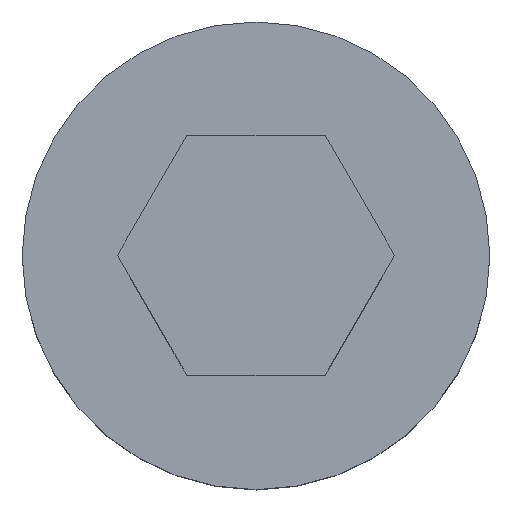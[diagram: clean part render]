
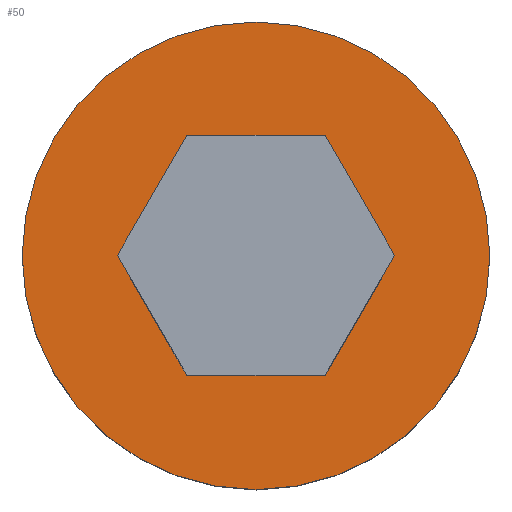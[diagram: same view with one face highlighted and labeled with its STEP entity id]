
A CAD part, top view. The second image highlights one B-rep face of the part: STEP entity #50.
In plain terms, the highlighted planar face has unit normal (0, 0, 1).
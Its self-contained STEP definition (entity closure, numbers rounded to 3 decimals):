
#21 = EDGE_CURVE('',#22,#22,#24,.T.);
#22 = VERTEX_POINT('',#23);
#23 = CARTESIAN_POINT('',(1.435,0.,0.));
#24 = CIRCLE('',#25,1.435);
#25 = AXIS2_PLACEMENT_3D('',#26,#27,#28);
#26 = CARTESIAN_POINT('',(0.,0.,
    0.));
#27 = DIRECTION('',(0.,0.,-1.));
#28 = DIRECTION('',(1.,0.,0.));
#50 = ADVANCED_FACE('',(#51,#54),#104,.F.);
#51 = FACE_BOUND('',#52,.T.);
#52 = EDGE_LOOP('',(#53));
#53 = ORIENTED_EDGE('',*,*,#21,.F.);
#54 = FACE_BOUND('',#55,.T.);
#55 = EDGE_LOOP('',(#56,#66,#74,#82,#90,#98));
#56 = ORIENTED_EDGE('',*,*,#57,.F.);
#57 = EDGE_CURVE('',#58,#60,#62,.T.);
#58 = VERTEX_POINT('',#59);
#59 = CARTESIAN_POINT('',(-0.425,-0.736,0.));
#60 = VERTEX_POINT('',#61);
#61 = CARTESIAN_POINT('',(0.425,-0.736,0.));
#62 = LINE('',#63,#64);
#63 = CARTESIAN_POINT('',(-0.425,-0.736,0.));
#64 = VECTOR('',#65,1.);
#65 = DIRECTION('',(1.,0.,0.));
#66 = ORIENTED_EDGE('',*,*,#67,.F.);
#67 = EDGE_CURVE('',#68,#58,#70,.T.);
#68 = VERTEX_POINT('',#69);
#69 = CARTESIAN_POINT('',(-0.85,0.,0.
    ));
#70 = LINE('',#71,#72);
#71 = CARTESIAN_POINT('',(-0.85,0.,0.
    ));
#72 = VECTOR('',#73,1.);
#73 = DIRECTION('',(0.5,-0.866,0.)
  );
#74 = ORIENTED_EDGE('',*,*,#75,.F.);
#75 = EDGE_CURVE('',#76,#68,#78,.T.);
#76 = VERTEX_POINT('',#77);
#77 = CARTESIAN_POINT('',(-0.425,0.736,0.));
#78 = LINE('',#79,#80);
#79 = CARTESIAN_POINT('',(-0.425,0.736,0.));
#80 = VECTOR('',#81,1.);
#81 = DIRECTION('',(-0.5,-0.866,0.));
#82 = ORIENTED_EDGE('',*,*,#83,.F.);
#83 = EDGE_CURVE('',#84,#76,#86,.T.);
#84 = VERTEX_POINT('',#85);
#85 = CARTESIAN_POINT('',(0.425,0.736,0.));
#86 = LINE('',#87,#88);
#87 = CARTESIAN_POINT('',(0.425,0.736,0.));
#88 = VECTOR('',#89,1.);
#89 = DIRECTION('',(-1.,0.,0.));
#90 = ORIENTED_EDGE('',*,*,#91,.F.);
#91 = EDGE_CURVE('',#92,#84,#94,.T.);
#92 = VERTEX_POINT('',#93);
#93 = CARTESIAN_POINT('',(0.85,0.,0.)
  );
#94 = LINE('',#95,#96);
#95 = CARTESIAN_POINT('',(0.85,0.,0.)
  );
#96 = VECTOR('',#97,1.);
#97 = DIRECTION('',(-0.5,0.866,0.));
#98 = ORIENTED_EDGE('',*,*,#99,.F.);
#99 = EDGE_CURVE('',#60,#92,#100,.T.);
#100 = LINE('',#101,#102);
#101 = CARTESIAN_POINT('',(0.425,-0.736,0.));
#102 = VECTOR('',#103,1.);
#103 = DIRECTION('',(0.5,0.866,0.)
  );
#104 = PLANE('',#105);
#105 = AXIS2_PLACEMENT_3D('',#106,#107,#108);
#106 = CARTESIAN_POINT('',(0.,0.,0.));
#107 = DIRECTION('',(0.,0.,-1.));
#108 = DIRECTION('',(1.,0.,0.));
